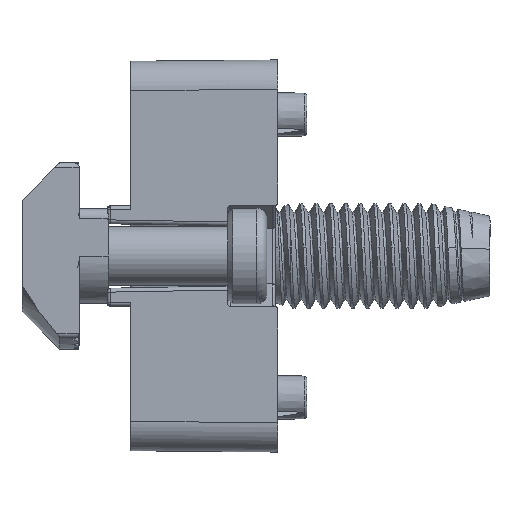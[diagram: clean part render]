
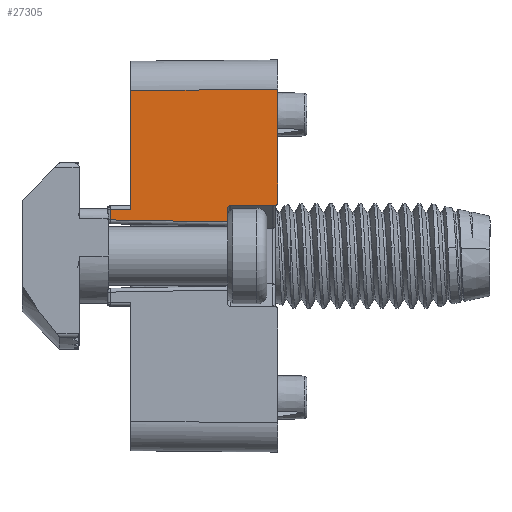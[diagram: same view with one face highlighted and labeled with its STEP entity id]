
A CAD part, left-side view. The second image highlights one B-rep face of the part: STEP entity #27305.
In plain terms, the highlighted planar face has unit normal (-1, 0.009, 0).
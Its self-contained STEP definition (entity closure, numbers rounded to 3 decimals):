
#87 = ORIENTED_EDGE ( 'NONE', *, *, #11490, .T. ) ;
#851 = DIRECTION ( 'NONE',  ( 0.009, 1., -0.009 ) ) ;
#1715 = CARTESIAN_POINT ( 'NONE',  ( -20.023, 0.217, 4.879 ) ) ;
#1872 = CARTESIAN_POINT ( 'NONE',  ( -19.982, 4.977, 5.157 ) ) ;
#2214 = CARTESIAN_POINT ( 'NONE',  ( -19.98, 5.1, 3.477 ) ) ;
#2391 = VECTOR ( 'NONE', #23843, 1000. ) ;
#3255 = LINE ( 'NONE', #1715, #16841 ) ;
#3711 = VERTEX_POINT ( 'NONE', #13578 ) ;
#3954 = EDGE_CURVE ( 'NONE', #7068, #17561, #6524, .T. ) ;
#4587 = EDGE_CURVE ( 'NONE', #22470, #28649, #14528, .T. ) ;
#5049 = CARTESIAN_POINT ( 'NONE',  ( -20.025, 0., 5.398 ) ) ;
#5809 = CARTESIAN_POINT ( 'NONE',  ( -20.023, 0.22, 5.198 ) ) ;
#6524 = LINE ( 'NONE', #26841, #13345 ) ;
#6730 = VERTEX_POINT ( 'NONE', #6792 ) ;
#6792 = CARTESIAN_POINT ( 'NONE',  ( -20.023, 0.198, 5.198 ) ) ;
#6821 = VERTEX_POINT ( 'NONE', #12394 ) ;
#6848 =( BOUNDED_CURVE ( )  B_SPLINE_CURVE ( 3, ( #14586, #6897, #1872, #19701 ),
 .UNSPECIFIED., .F., .F. ) 
 B_SPLINE_CURVE_WITH_KNOTS ( ( 4, 4 ),
 ( 3.142, 4.704 ),
 .UNSPECIFIED. ) 
 CURVE ( )  GEOMETRIC_REPRESENTATION_ITEM ( )  RATIONAL_B_SPLINE_CURVE ( ( 1., 0.807, 0.807, 1. ) ) 
 REPRESENTATION_ITEM ( '' )  );
#6897 = CARTESIAN_POINT ( 'NONE',  ( -19.98, 5.1, 5.033 ) ) ;
#6960 = VECTOR ( 'NONE', #20892, 1000. ) ;
#7068 = VERTEX_POINT ( 'NONE', #19091 ) ;
#7346 = DIRECTION ( 'NONE',  ( -0.009, -1., 0. ) ) ;
#7440 = EDGE_CURVE ( 'NONE', #15702, #25442, #23539, .T. ) ;
#7644 = ORIENTED_EDGE ( 'NONE', *, *, #19321, .T. ) ;
#7894 = DIRECTION ( 'NONE',  ( 0., 0., -1. ) ) ;
#8144 = VERTEX_POINT ( 'NONE', #10946 ) ;
#9070 = EDGE_CURVE ( 'NONE', #3711, #6730, #9530, .T. ) ;
#9139 = ORIENTED_EDGE ( 'NONE', *, *, #16608, .T. ) ;
#9374 = EDGE_CURVE ( 'NONE', #8144, #17561, #15893, .T. ) ;
#9530 = LINE ( 'NONE', #5809, #28292 ) ;
#9871 = VECTOR ( 'NONE', #851, 1000. ) ;
#10103 = CARTESIAN_POINT ( 'NONE',  ( -20.023, 0.198, 5.198 ) ) ;
#10393 = ORIENTED_EDGE ( 'NONE', *, *, #9374, .T. ) ;
#10688 = LINE ( 'NONE', #31485, #9871 ) ;
#10946 = CARTESIAN_POINT ( 'NONE',  ( -19.876, 17.103, 3.687 ) ) ;
#11490 = EDGE_CURVE ( 'NONE', #7068, #3711, #6848, .T. ) ;
#12394 = CARTESIAN_POINT ( 'NONE',  ( -19.876, 17.103, 4.732 ) ) ;
#12642 = CARTESIAN_POINT ( 'NONE',  ( -20.029, -0.409, 3.381 ) ) ;
#13345 = VECTOR ( 'NONE', #32028, 1000. ) ;
#13578 = CARTESIAN_POINT ( 'NONE',  ( -19.983, 4.803, 5.158 ) ) ;
#14234 = EDGE_CURVE ( 'NONE', #6730, #22470, #28326, .T. ) ;
#14528 = LINE ( 'NONE', #15766, #6960 ) ;
#14586 = CARTESIAN_POINT ( 'NONE',  ( -19.98, 5.1, 4.858 ) ) ;
#15702 = VERTEX_POINT ( 'NONE', #28367 ) ;
#15766 = CARTESIAN_POINT ( 'NONE',  ( -20.025, 0., -20.025 ) ) ;
#15893 = LINE ( 'NONE', #12642, #21833 ) ;
#16608 = EDGE_CURVE ( 'NONE', #6821, #8144, #31043, .T. ) ;
#16841 = VECTOR ( 'NONE', #19551, 1000. ) ;
#16996 = EDGE_LOOP ( 'NONE', ( #26891, #87, #17884, #25471, #29808, #7644, #31743, #17009, #9139, #10393 ) ) ;
#17009 = ORIENTED_EDGE ( 'NONE', *, *, #23781, .T. ) ;
#17561 = VERTEX_POINT ( 'NONE', #2214 ) ;
#17884 = ORIENTED_EDGE ( 'NONE', *, *, #9070, .T. ) ;
#18244 = CARTESIAN_POINT ( 'NONE',  ( -19.894, 15., 16.894 ) ) ;
#19091 = CARTESIAN_POINT ( 'NONE',  ( -19.98, 5.1, 4.858 ) ) ;
#19321 = EDGE_CURVE ( 'NONE', #28649, #25442, #10688, .T. ) ;
#19551 = DIRECTION ( 'NONE',  ( 0.009, 1., -0.009 ) ) ;
#19701 = CARTESIAN_POINT ( 'NONE',  ( -19.983, 4.803, 5.158 ) ) ;
#20286 = DIRECTION ( 'NONE',  ( -0.009, -1., -0.017 ) ) ;
#20315 = CARTESIAN_POINT ( 'NONE',  ( -20.025, 0., 5.282 ) ) ;
#20892 = DIRECTION ( 'NONE',  ( 0., 0., 1. ) ) ;
#21831 = CARTESIAN_POINT ( 'NONE',  ( -20.025, 0., 5.398 ) ) ;
#21833 = VECTOR ( 'NONE', #20286, 1000. ) ;
#22470 = VERTEX_POINT ( 'NONE', #21831 ) ;
#22581 = DIRECTION ( 'NONE',  ( -1., 0.009, 0. ) ) ;
#23126 = CARTESIAN_POINT ( 'NONE',  ( -19.876, 17.103, -20.025 ) ) ;
#23396 = AXIS2_PLACEMENT_3D ( 'NONE', #30222, #22581, #7346 ) ;
#23539 = LINE ( 'NONE', #26428, #2391 ) ;
#23633 = DIRECTION ( 'NONE',  ( -0.009, -1., 0.009 ) ) ;
#23781 = EDGE_CURVE ( 'NONE', #15702, #6821, #3255, .T. ) ;
#23843 = DIRECTION ( 'NONE',  ( 0., 0., 1. ) ) ;
#24168 = VECTOR ( 'NONE', #7894, 1000. ) ;
#25442 = VERTEX_POINT ( 'NONE', #18244 ) ;
#25471 = ORIENTED_EDGE ( 'NONE', *, *, #14234, .T. ) ;
#26428 = CARTESIAN_POINT ( 'NONE',  ( -19.894, 15., -20.025 ) ) ;
#26841 = CARTESIAN_POINT ( 'NONE',  ( -19.98, 5.1, -20.025 ) ) ;
#26891 = ORIENTED_EDGE ( 'NONE', *, *, #3954, .F. ) ;
#27305 = ADVANCED_FACE ( 'NONE', ( #30564 ), #27634, .T. ) ;
#27634 = PLANE ( 'NONE',  #23396 ) ;
#28292 = VECTOR ( 'NONE', #23633, 1000. ) ;
#28326 =( BOUNDED_CURVE ( )  B_SPLINE_CURVE ( 3, ( #10103, #30531, #20315, #5049 ),
 .UNSPECIFIED., .F., .F. ) 
 B_SPLINE_CURVE_WITH_KNOTS ( ( 4, 4 ),
 ( 4.721, 6.283 ),
 .UNSPECIFIED. ) 
 CURVE ( )  GEOMETRIC_REPRESENTATION_ITEM ( )  RATIONAL_B_SPLINE_CURVE ( ( 1., 0.807, 0.807, 1. ) ) 
 REPRESENTATION_ITEM ( '' )  );
#28367 = CARTESIAN_POINT ( 'NONE',  ( -19.894, 15., 4.75 ) ) ;
#28649 = VERTEX_POINT ( 'NONE', #31791 ) ;
#29808 = ORIENTED_EDGE ( 'NONE', *, *, #4587, .T. ) ;
#30222 = CARTESIAN_POINT ( 'NONE',  ( -20.025, 0., -20.025 ) ) ;
#30531 = CARTESIAN_POINT ( 'NONE',  ( -20.024, 0.082, 5.199 ) ) ;
#30564 = FACE_OUTER_BOUND ( 'NONE', #16996, .T. ) ;
#31043 = LINE ( 'NONE', #23126, #24168 ) ;
#31485 = CARTESIAN_POINT ( 'NONE',  ( -20.022, 0.323, 17.022 ) ) ;
#31743 = ORIENTED_EDGE ( 'NONE', *, *, #7440, .F. ) ;
#31791 = CARTESIAN_POINT ( 'NONE',  ( -20.025, 0., 17.025 ) ) ;
#32028 = DIRECTION ( 'NONE',  ( 0., 0., -1. ) ) ;
